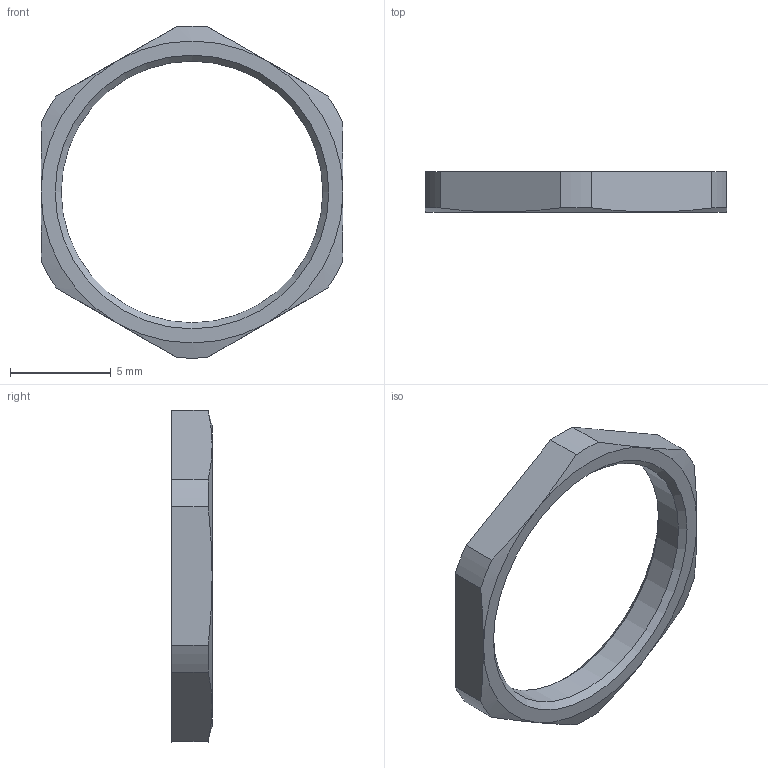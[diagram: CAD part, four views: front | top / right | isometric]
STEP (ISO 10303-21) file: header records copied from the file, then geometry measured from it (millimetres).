
FILE_DESCRIPTION(/* description */ (''),/* implementation_level */ '2;1');
FILE_NAME(/* name */ '01 5385 000 001.stp',/* time_stamp */ '2021-07-28T14:54:45+02:00',/* author */ (''),/* organization */ (''),/* preprocessor_version */ 'ST-DEVELOPER v16',/* originating_system */ 'SIEMENS PLM Software NX 11.0',/* authorisation */ '');
FILE_SCHEMA (('AUTOMOTIVE_DESIGN { 1 0 10303 214 3 1 1 1 }'));
Length unit declared in the file: millimetre
Products named in the file (1): shol24D8D172xuey
Bounding box: 15 x 2 x 16.49 mm (x, y, z)
Volume: 115.5 mm3; surface area: 285.1 mm2
Topology: 1 solids, 1 shells, 23 faces, 55 edges, 34 vertices
Faces by surface type: plane 8, cone 8, cylinder 7
Full cylindrical faces by diameter (mm): 13 x1
Entity records: 700 total; most frequent: CARTESIAN_POINT 146, DIRECTION 110, ORIENTED_EDGE 104, EDGE_CURVE 52, AXIS2_PLACEMENT_3D 46, VERTEX_POINT 34, EDGE_LOOP 28, ADVANCED_FACE 23
